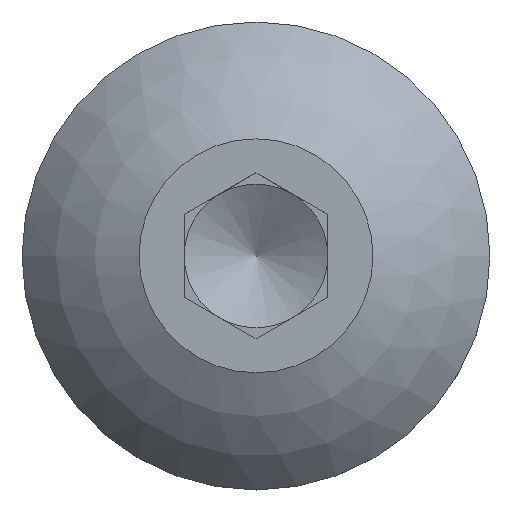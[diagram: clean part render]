
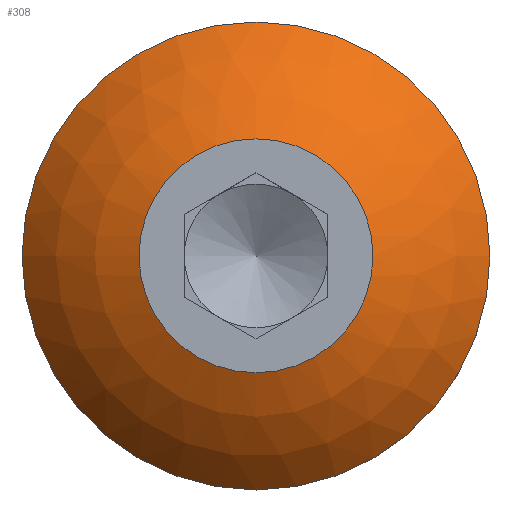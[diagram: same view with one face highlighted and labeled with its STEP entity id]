
A CAD part, top view. The second image highlights one B-rep face of the part: STEP entity #308.
In plain terms, the highlighted spherical face has radius 1.835 mm.
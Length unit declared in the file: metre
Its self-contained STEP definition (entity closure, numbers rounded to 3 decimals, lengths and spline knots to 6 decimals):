
#23=SPHERICAL_SURFACE('',#354,0.001835);
#106=ORIENTED_EDGE('',*,*,#171,.F.);
#107=ORIENTED_EDGE('',*,*,#164,.T.);
#164=EDGE_CURVE('',#197,#197,#217,.T.);
#171=EDGE_CURVE('',#204,#204,#218,.T.);
#197=VERTEX_POINT('',#493);
#204=VERTEX_POINT('',#508);
#217=CIRCLE('',#342,0.000724);
#218=CIRCLE('',#344,0.001448);
#241=EDGE_LOOP('',(#106));
#242=EDGE_LOOP('',(#107));
#269=FACE_BOUND('',#241,.T.);
#270=FACE_BOUND('',#242,.T.);
#308=ADVANCED_FACE('',(#269,#270),#23,.T.);
#342=AXIS2_PLACEMENT_3D('',#492,#399,#400);
#344=AXIS2_PLACEMENT_3D('',#507,#409,#410);
#354=AXIS2_PLACEMENT_3D('',#523,#429,#430);
#399=DIRECTION('',(0.,0.,-1.));
#400=DIRECTION('',(-1.,0.,0.));
#409=DIRECTION('',(0.,0.,-1.));
#410=DIRECTION('',(-1.,0.,0.));
#429=DIRECTION('',(0.,0.,-1.));
#430=DIRECTION('',(-1.,0.,0.));
#492=CARTESIAN_POINT('',(0.,0.,0.));
#493=CARTESIAN_POINT('',(-0.000724,0.,0.));
#507=CARTESIAN_POINT('',(0.,0.,-0.000559));
#508=CARTESIAN_POINT('',(-0.001448,0.,-0.000559));
#523=CARTESIAN_POINT('',(0.,0.,-0.001686));
